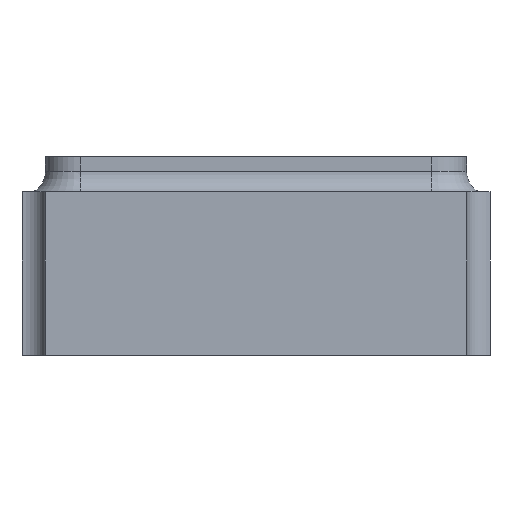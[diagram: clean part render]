
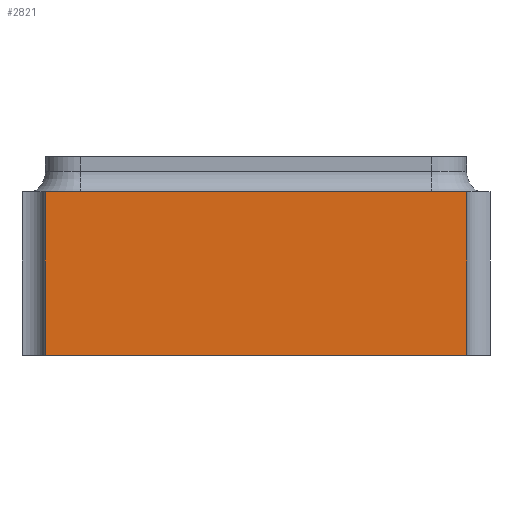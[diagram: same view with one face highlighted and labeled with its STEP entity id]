
A CAD part, front view. The second image highlights one B-rep face of the part: STEP entity #2821.
In plain terms, the highlighted face is planar.
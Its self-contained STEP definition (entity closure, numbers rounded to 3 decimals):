
#305=ORIENTED_EDGE('',*,*,#894,.T.);
#306=ORIENTED_EDGE('',*,*,#895,.F.);
#307=ORIENTED_EDGE('',*,*,#861,.F.);
#308=ORIENTED_EDGE('',*,*,#896,.T.);
#861=EDGE_CURVE('',#1159,#1160,#1355,.T.);
#894=EDGE_CURVE('',#1187,#1188,#1377,.T.);
#895=EDGE_CURVE('',#1160,#1188,#1378,.T.);
#896=EDGE_CURVE('',#1159,#1187,#1379,.T.);
#1159=VERTEX_POINT('',#3541);
#1160=VERTEX_POINT('',#3543);
#1187=VERTEX_POINT('',#3610);
#1188=VERTEX_POINT('',#3611);
#1355=LINE('',#3542,#1455);
#1377=LINE('',#3609,#1477);
#1378=LINE('',#3612,#1478);
#1379=LINE('',#3613,#1479);
#1455=VECTOR('',#3117,1000.);
#1477=VECTOR('',#3175,1000.);
#1478=VECTOR('',#3176,1000.);
#1479=VECTOR('',#3177,1000.);
#1560=EDGE_LOOP('',(#305,#306,#307,#308));
#1708=FACE_BOUND('',#1560,.T.);
#1855=PLANE('',#2966);
#2821=ADVANCED_FACE('',(#1708),#1855,.F.);
#2966=AXIS2_PLACEMENT_3D('',#3608,#3173,#3174);
#3117=DIRECTION('',(0.,1.,0.));
#3173=DIRECTION('',(-1.,0.,0.));
#3174=DIRECTION('',(0.,0.,1.));
#3175=DIRECTION('',(0.,1.,0.));
#3176=DIRECTION('',(0.,0.,-1.));
#3177=DIRECTION('',(0.,0.,-1.));
#3541=CARTESIAN_POINT('',(1.25,-0.9,0.7));
#3542=CARTESIAN_POINT('',(1.25,-0.9,0.7));
#3543=CARTESIAN_POINT('',(1.25,0.9,0.7));
#3608=CARTESIAN_POINT('',(1.25,-0.9,0.7));
#3609=CARTESIAN_POINT('',(1.25,-0.9,0.));
#3610=CARTESIAN_POINT('',(1.25,-0.9,0.));
#3611=CARTESIAN_POINT('',(1.25,0.9,0.));
#3612=CARTESIAN_POINT('',(1.25,0.9,0.7));
#3613=CARTESIAN_POINT('',(1.25,-0.9,0.7));
